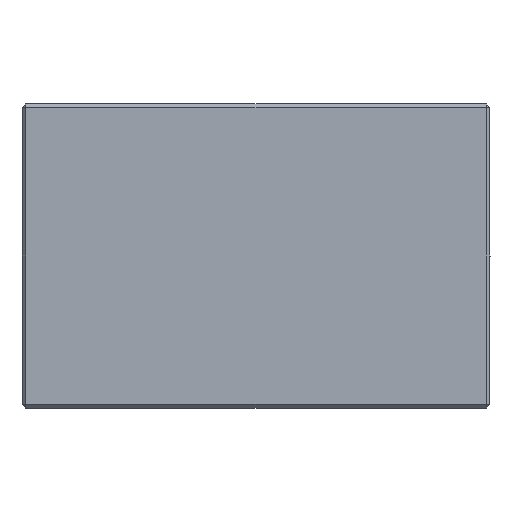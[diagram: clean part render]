
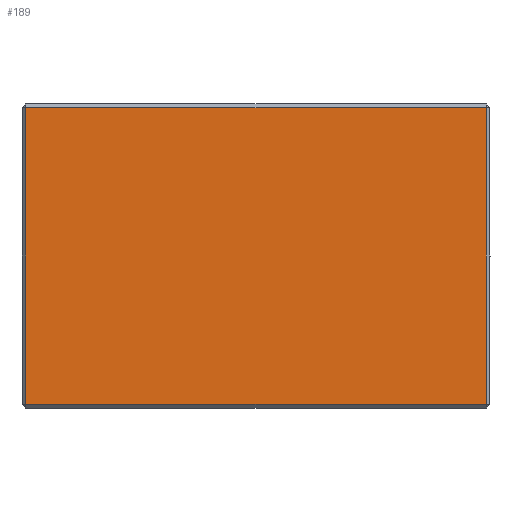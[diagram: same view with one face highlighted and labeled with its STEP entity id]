
A CAD part, front view. The second image highlights one B-rep face of the part: STEP entity #189.
In plain terms, the highlighted planar face has unit normal (0, -1, 0).
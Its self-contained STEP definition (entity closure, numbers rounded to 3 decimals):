
#164=FACE_OUTER_BOUND('',#519,.T.);
#189=ADVANCED_FACE('',(#164),#265,.F.);
#265=PLANE('',#1093);
#300=LINE('',#1557,#348);
#301=LINE('',#1560,#349);
#302=LINE('',#1562,#350);
#303=LINE('',#1564,#351);
#348=VECTOR('',#1244,1.);
#349=VECTOR('',#1245,1.);
#350=VECTOR('',#1246,1.);
#351=VECTOR('',#1247,1.);
#519=EDGE_LOOP('',(#655,#656,#657,#658));
#655=ORIENTED_EDGE('',*,*,#946,.T.);
#656=ORIENTED_EDGE('',*,*,#947,.T.);
#657=ORIENTED_EDGE('',*,*,#948,.T.);
#658=ORIENTED_EDGE('',*,*,#949,.T.);
#857=VERTEX_POINT('',#1558);
#858=VERTEX_POINT('',#1559);
#859=VERTEX_POINT('',#1561);
#860=VERTEX_POINT('',#1563);
#946=EDGE_CURVE('',#857,#858,#300,.T.);
#947=EDGE_CURVE('',#858,#859,#301,.T.);
#948=EDGE_CURVE('',#859,#860,#302,.T.);
#949=EDGE_CURVE('',#860,#857,#303,.T.);
#1093=AXIS2_PLACEMENT_3D('',#1565,#1248,#1249);
#1244=DIRECTION('',(0.,0.,-1.));
#1245=DIRECTION('',(1.,0.,0.));
#1246=DIRECTION('',(0.,0.,1.));
#1247=DIRECTION('',(-1.,0.,0.));
#1248=DIRECTION('',(0.,1.,0.));
#1249=DIRECTION('',(0.,0.,1.));
#1557=CARTESIAN_POINT('',(-60.5,-40.,40.));
#1558=CARTESIAN_POINT('',(-60.5,-40.,39.));
#1559=CARTESIAN_POINT('',(-60.5,-40.,-39.));
#1560=CARTESIAN_POINT('',(61.5,-40.,-39.));
#1561=CARTESIAN_POINT('',(60.5,-40.,-39.));
#1562=CARTESIAN_POINT('',(60.5,-40.,40.));
#1563=CARTESIAN_POINT('',(60.5,-40.,39.));
#1564=CARTESIAN_POINT('',(61.5,-40.,39.));
#1565=CARTESIAN_POINT('',(61.5,-40.,40.));
